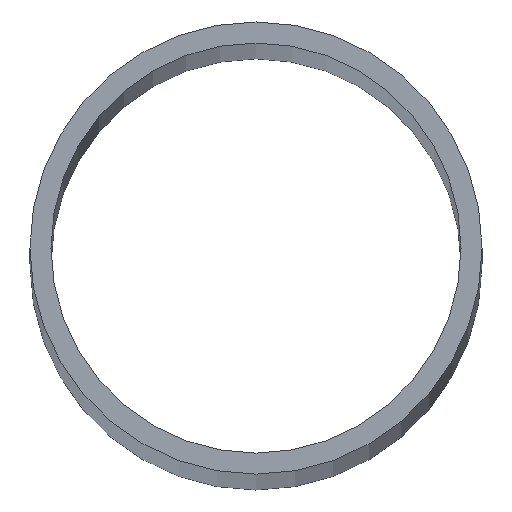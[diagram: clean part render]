
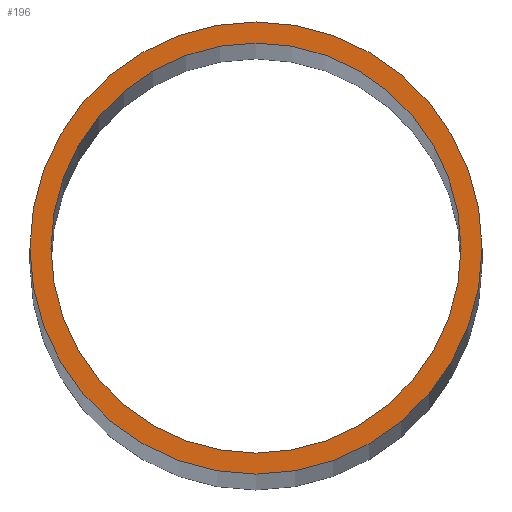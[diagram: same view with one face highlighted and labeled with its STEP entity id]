
A CAD part, top view. The second image highlights one B-rep face of the part: STEP entity #196.
In plain terms, the highlighted planar face has unit normal (0, 0, 1).
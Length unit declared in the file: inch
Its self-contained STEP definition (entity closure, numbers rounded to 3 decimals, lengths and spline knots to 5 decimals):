
#3 = DIRECTION ( 'NONE',  ( 1., 0., 0. ) ) ;
#6 = CARTESIAN_POINT ( 'NONE',  ( 5.375, 0., 216. ) ) ;
#10 = DIRECTION ( 'NONE',  ( 0., 0., 1. ) ) ;
#16 = AXIS2_PLACEMENT_3D ( 'NONE', #217, #10, #73 ) ;
#31 = ORIENTED_EDGE ( 'NONE', *, *, #74, .T. ) ;
#34 = VERTEX_POINT ( 'NONE', #143 ) ;
#36 = CIRCLE ( 'NONE', #16, 4.875 ) ;
#39 = ORIENTED_EDGE ( 'NONE', *, *, #110, .F. ) ;
#48 = CIRCLE ( 'NONE', #83, 5.375 ) ;
#49 = AXIS2_PLACEMENT_3D ( 'NONE', #216, #113, #197 ) ;
#51 = EDGE_CURVE ( 'NONE', #34, #137, #48, .T. ) ;
#60 = DIRECTION ( 'NONE',  ( 0., 0., 1. ) ) ;
#64 = CARTESIAN_POINT ( 'NONE',  ( 0., 0., 216. ) ) ;
#73 = DIRECTION ( 'NONE',  ( 1., 0., 0. ) ) ;
#74 = EDGE_CURVE ( 'NONE', #137, #34, #189, .T. ) ;
#79 = VERTEX_POINT ( 'NONE', #122 ) ;
#83 = AXIS2_PLACEMENT_3D ( 'NONE', #183, #148, #169 ) ;
#96 = AXIS2_PLACEMENT_3D ( 'NONE', #100, #181, #3 ) ;
#98 = EDGE_LOOP ( 'NONE', ( #219, #31 ) ) ;
#99 = VERTEX_POINT ( 'NONE', #120 ) ;
#100 = CARTESIAN_POINT ( 'NONE',  ( 0., 0., 216. ) ) ;
#110 = EDGE_CURVE ( 'NONE', #99, #79, #130, .T. ) ;
#113 = DIRECTION ( 'NONE',  ( 0., 0., 1. ) ) ;
#120 = CARTESIAN_POINT ( 'NONE',  ( -4.875, 0., 216. ) ) ;
#122 = CARTESIAN_POINT ( 'NONE',  ( 4.875, 0., 216. ) ) ;
#123 = DIRECTION ( 'NONE',  ( 1., 0., 0. ) ) ;
#130 = CIRCLE ( 'NONE', #96, 4.875 ) ;
#137 = VERTEX_POINT ( 'NONE', #6 ) ;
#143 = CARTESIAN_POINT ( 'NONE',  ( -5.375, 0., 216. ) ) ;
#148 = DIRECTION ( 'NONE',  ( 0., 0., 1. ) ) ;
#156 = AXIS2_PLACEMENT_3D ( 'NONE', #64, #60, #123 ) ;
#169 = DIRECTION ( 'NONE',  ( 1., 0., 0. ) ) ;
#176 = EDGE_CURVE ( 'NONE', #79, #99, #36, .T. ) ;
#181 = DIRECTION ( 'NONE',  ( 0., 0., 1. ) ) ;
#183 = CARTESIAN_POINT ( 'NONE',  ( 0., 0., 216. ) ) ;
#189 = CIRCLE ( 'NONE', #156, 5.375 ) ;
#196 = ADVANCED_FACE ( 'NONE', ( #234, #249 ), #252, .T. ) ;
#197 = DIRECTION ( 'NONE',  ( 1., 0., 0. ) ) ;
#198 = ORIENTED_EDGE ( 'NONE', *, *, #176, .F. ) ;
#216 = CARTESIAN_POINT ( 'NONE',  ( 0., 0., 216. ) ) ;
#217 = CARTESIAN_POINT ( 'NONE',  ( 0., 0., 216. ) ) ;
#219 = ORIENTED_EDGE ( 'NONE', *, *, #51, .T. ) ;
#234 = FACE_OUTER_BOUND ( 'NONE', #98, .T. ) ;
#239 = EDGE_LOOP ( 'NONE', ( #39, #198 ) ) ;
#249 = FACE_BOUND ( 'NONE', #239, .T. ) ;
#252 = PLANE ( 'NONE',  #49 ) ;
